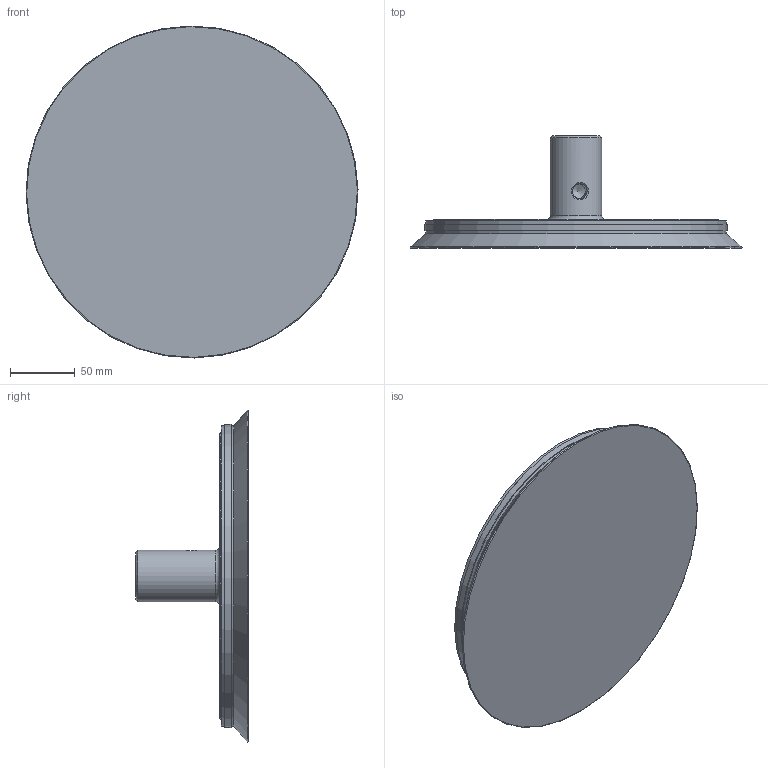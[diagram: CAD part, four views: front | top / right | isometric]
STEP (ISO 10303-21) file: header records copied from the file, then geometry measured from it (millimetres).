
FILE_DESCRIPTION(/* description */ (''),/* implementation_level */ '2;1');
FILE_NAME(/* name */ 'vma250sb.stp',/* time_stamp */ '2022-07-05T08:56:54+02:00',/* author */ ('enginyeria'),/* organization */ (''),/* preprocessor_version */ 'ST-DEVELOPER v17.2',/* originating_system */ 'Autodesk Inventor 2019',/* authorisation */ '');
FILE_SCHEMA (('AUTOMOTIVE_DESIGN { 1 0 10303 214 3 1 1 }'));
Length unit declared in the file: metre
Products named in the file (1): Pieza2
Bounding box: 256.98 x 87 x 256.98 mm (x, y, z)
Volume: 1068462.9 mm3; surface area: 124962.1 mm2
Topology: 1 solids, 1 shells, 22 faces, 60 edges, 44 vertices
Faces by surface type: cylinder 7, plane 6, cone 6, torus 2, bspline 1
Full cylindrical faces by diameter (mm): 11.445 x1, 13.835 x1, 40 x1, 222 x1, 233 x2, 234.6 x1
Entity records: 1285 total; most frequent: CARTESIAN_POINT 591, DIRECTION 139, ORIENTED_EDGE 116, AXIS2_PLACEMENT_3D 63, EDGE_CURVE 58, VERTEX_POINT 44, CIRCLE 41, EDGE_LOOP 28
